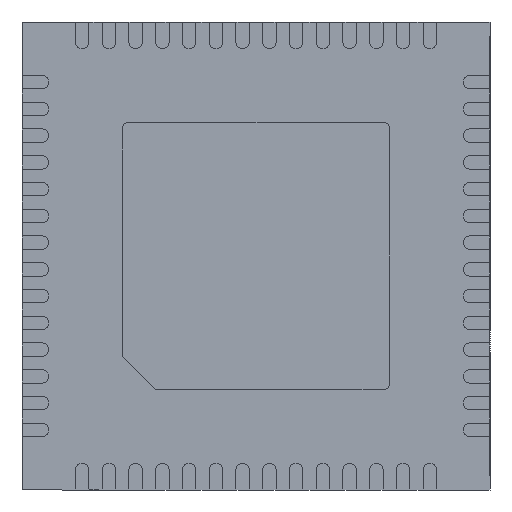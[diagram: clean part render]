
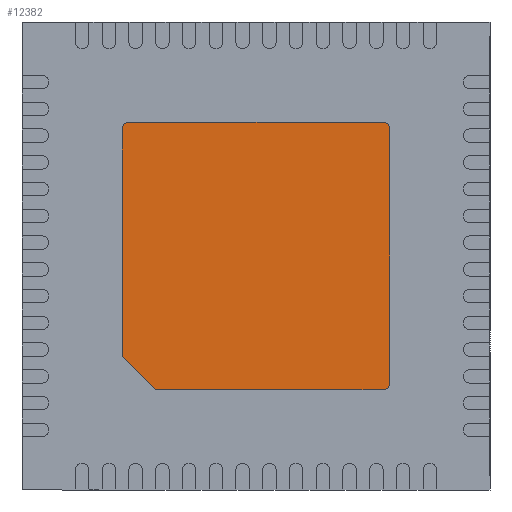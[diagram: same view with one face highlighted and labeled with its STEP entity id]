
A CAD part, front view. The second image highlights one B-rep face of the part: STEP entity #12382.
In plain terms, the highlighted planar face has unit normal (0, -1, 0).
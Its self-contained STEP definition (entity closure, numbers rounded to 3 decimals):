
#330 = ORIENTED_EDGE ( 'NONE', *, *, #5240, .T. ) ;
#741 = CARTESIAN_POINT ( 'NONE',  ( -1.5, 0., -2. ) ) ;
#799 = VERTEX_POINT ( 'NONE', #11200 ) ;
#1118 = PLANE ( 'NONE',  #13139 ) ;
#1150 = LINE ( 'NONE', #12830, #15741 ) ;
#1478 = ORIENTED_EDGE ( 'NONE', *, *, #3872, .T. ) ;
#2027 = VERTEX_POINT ( 'NONE', #6936 ) ;
#2232 = CARTESIAN_POINT ( 'NONE',  ( 1.9, 0., -2. ) ) ;
#2400 = DIRECTION ( 'NONE',  ( 0., 0., 1. ) ) ;
#2602 = VERTEX_POINT ( 'NONE', #15348 ) ;
#2647 = CARTESIAN_POINT ( 'NONE',  ( -2., 0., -2. ) ) ;
#2691 = ORIENTED_EDGE ( 'NONE', *, *, #14431, .T. ) ;
#3263 = DIRECTION ( 'NONE',  ( 0., -1., 0. ) ) ;
#3580 = AXIS2_PLACEMENT_3D ( 'NONE', #15354, #18374, #14188 ) ;
#3602 = DIRECTION ( 'NONE',  ( 0.707, 0., -0.707 ) ) ;
#3872 = EDGE_CURVE ( 'NONE', #9034, #2602, #1150, .T. ) ;
#3886 = CARTESIAN_POINT ( 'NONE',  ( -2., 0., -1.5 ) ) ;
#3892 = EDGE_CURVE ( 'NONE', #799, #2027, #18336, .T. ) ;
#4051 = AXIS2_PLACEMENT_3D ( 'NONE', #17744, #17567, #6086 ) ;
#4131 = LINE ( 'NONE', #16674, #9603 ) ;
#4170 = CARTESIAN_POINT ( 'NONE',  ( 0., 0., 0. ) ) ;
#4635 = VERTEX_POINT ( 'NONE', #3886 ) ;
#5240 = EDGE_CURVE ( 'NONE', #2602, #799, #8185, .T. ) ;
#5357 = DIRECTION ( 'NONE',  ( -1., 0., 0. ) ) ;
#5360 = EDGE_LOOP ( 'NONE', ( #2691, #9005, #18027, #18700, #1478, #330, #10978, #15875 ) ) ;
#5715 = EDGE_CURVE ( 'NONE', #4635, #9346, #17362, .T. ) ;
#6086 = DIRECTION ( 'NONE',  ( 0., 0., -1. ) ) ;
#6766 = EDGE_CURVE ( 'NONE', #9346, #9897, #4131, .T. ) ;
#6919 = DIRECTION ( 'NONE',  ( 0., 0., -1. ) ) ;
#6936 = CARTESIAN_POINT ( 'NONE',  ( -1.9, 0., 2. ) ) ;
#7425 = CARTESIAN_POINT ( 'NONE',  ( 1.9, 0., 1.9 ) ) ;
#7994 = EDGE_CURVE ( 'NONE', #2027, #9174, #9032, .T. ) ;
#8185 = CIRCLE ( 'NONE', #16988, 0.1 ) ;
#9005 = ORIENTED_EDGE ( 'NONE', *, *, #5715, .T. ) ;
#9032 = CIRCLE ( 'NONE', #3580, 0.1 ) ;
#9034 = VERTEX_POINT ( 'NONE', #14668 ) ;
#9041 = DIRECTION ( 'NONE',  ( 0., 0., -1. ) ) ;
#9174 = VERTEX_POINT ( 'NONE', #18632 ) ;
#9304 = CARTESIAN_POINT ( 'NONE',  ( -1.75, 0., -1.75 ) ) ;
#9346 = VERTEX_POINT ( 'NONE', #741 ) ;
#9603 = VECTOR ( 'NONE', #12303, 1000. ) ;
#9670 = FACE_OUTER_BOUND ( 'NONE', #5360, .T. ) ;
#9897 = VERTEX_POINT ( 'NONE', #2232 ) ;
#10031 = VECTOR ( 'NONE', #3602, 1000. ) ;
#10978 = ORIENTED_EDGE ( 'NONE', *, *, #3892, .T. ) ;
#11200 = CARTESIAN_POINT ( 'NONE',  ( 1.9, 0., 2. ) ) ;
#11907 = CIRCLE ( 'NONE', #4051, 0.1 ) ;
#12133 = EDGE_CURVE ( 'NONE', #9897, #9034, #11907, .T. ) ;
#12303 = DIRECTION ( 'NONE',  ( 1., 0., 0. ) ) ;
#12382 = ADVANCED_FACE ( 'NONE', ( #9670 ), #1118, .T. ) ;
#12414 = DIRECTION ( 'NONE',  ( 0., 0., -1. ) ) ;
#12830 = CARTESIAN_POINT ( 'NONE',  ( 2., 0., -2. ) ) ;
#13139 = AXIS2_PLACEMENT_3D ( 'NONE', #4170, #15471, #6919 ) ;
#14119 = LINE ( 'NONE', #2647, #16776 ) ;
#14188 = DIRECTION ( 'NONE',  ( 0., 0., -1. ) ) ;
#14240 = CARTESIAN_POINT ( 'NONE',  ( 2., 0., 2. ) ) ;
#14431 = EDGE_CURVE ( 'NONE', #9174, #4635, #14119, .T. ) ;
#14507 = VECTOR ( 'NONE', #5357, 1000. ) ;
#14668 = CARTESIAN_POINT ( 'NONE',  ( 2., 0., -1.9 ) ) ;
#15348 = CARTESIAN_POINT ( 'NONE',  ( 2., 0., 1.9 ) ) ;
#15354 = CARTESIAN_POINT ( 'NONE',  ( -1.9, 0., 1.9 ) ) ;
#15471 = DIRECTION ( 'NONE',  ( 0., -1., 0. ) ) ;
#15741 = VECTOR ( 'NONE', #2400, 1000. ) ;
#15875 = ORIENTED_EDGE ( 'NONE', *, *, #7994, .T. ) ;
#16674 = CARTESIAN_POINT ( 'NONE',  ( 2., 0., -2. ) ) ;
#16776 = VECTOR ( 'NONE', #12414, 1000. ) ;
#16988 = AXIS2_PLACEMENT_3D ( 'NONE', #7425, #3263, #9041 ) ;
#17362 = LINE ( 'NONE', #9304, #10031 ) ;
#17567 = DIRECTION ( 'NONE',  ( 0., -1., 0. ) ) ;
#17744 = CARTESIAN_POINT ( 'NONE',  ( 1.9, 0., -1.9 ) ) ;
#18027 = ORIENTED_EDGE ( 'NONE', *, *, #6766, .T. ) ;
#18336 = LINE ( 'NONE', #14240, #14507 ) ;
#18374 = DIRECTION ( 'NONE',  ( 0., -1., 0. ) ) ;
#18632 = CARTESIAN_POINT ( 'NONE',  ( -2., 0., 1.9 ) ) ;
#18700 = ORIENTED_EDGE ( 'NONE', *, *, #12133, .T. ) ;
